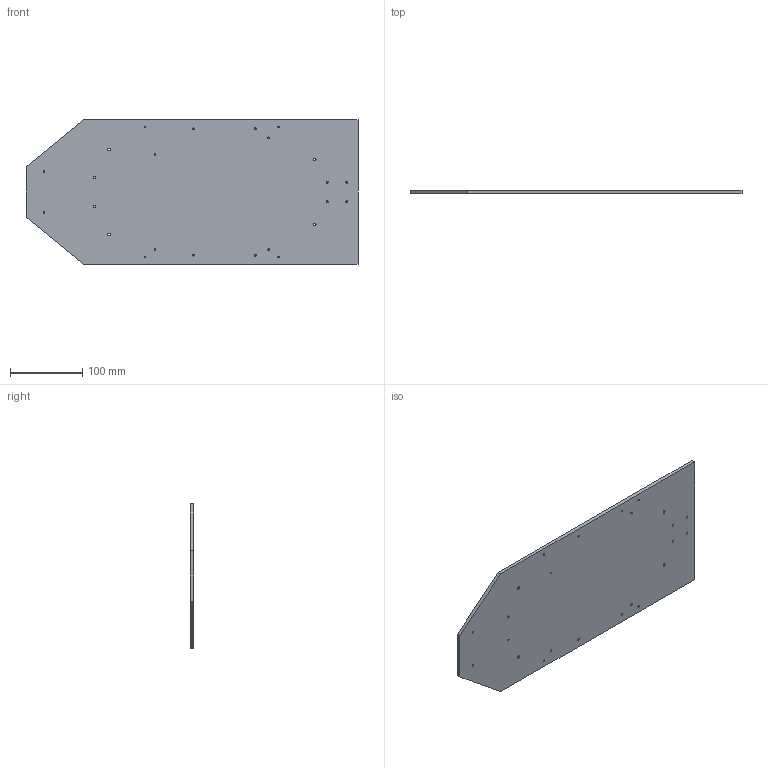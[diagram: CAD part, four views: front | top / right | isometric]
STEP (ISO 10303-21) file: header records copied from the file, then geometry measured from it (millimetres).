
FILE_DESCRIPTION(/* description */ (''),/* implementation_level */ '2;1');
FILE_NAME(/* name */ 'Main_frame.step',/* time_stamp */ '2018-10-05T23:32:26+02:00',/* author */ ('tobias.schneider8GH68'),/* organization */ (''),/* preprocessor_version */ 'ST-DEVELOPER v17.2',/* originating_system */ 'Autodesk Translation Framework v7.6.0.251',/* authorisation */ '');
FILE_SCHEMA (('AUTOMOTIVE_DESIGN { 1 0 10303 214 3 1 1 }'));
Length unit declared in the file: millimetre
Products named in the file (1): Main_frame
Bounding box: 460 x 5 x 200 mm (x, y, z)
Volume: 433282.3 mm3; surface area: 180517.9 mm2
Topology: 1 solids, 1 shells, 32 faces, 90 edges, 60 vertices
Faces by surface type: cylinder 24, plane 8
Full cylindrical faces by diameter (mm): 2.5 x20, 3.8 x4
Entity records: 1191 total; most frequent: DIRECTION 204, CARTESIAN_POINT 183, ORIENTED_EDGE 180, EDGE_CURVE 90, AXIS2_PLACEMENT_3D 81, EDGE_LOOP 80, VERTEX_POINT 60, FACE_BOUND 48
